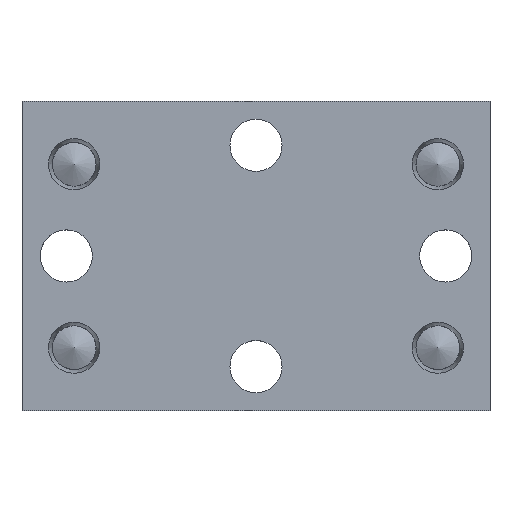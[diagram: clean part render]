
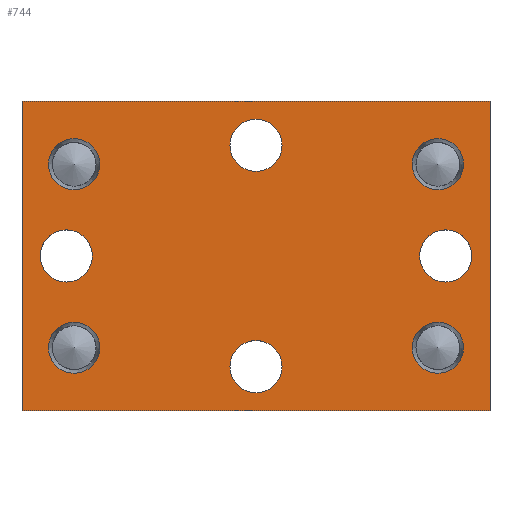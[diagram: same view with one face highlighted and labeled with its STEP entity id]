
A CAD part, top view. The second image highlights one B-rep face of the part: STEP entity #744.
In plain terms, the highlighted planar face has unit normal (0, 0, 1).
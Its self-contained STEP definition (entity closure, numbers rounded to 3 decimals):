
#744=ADVANCED_FACE('',(#1127,#1129,#1131,#1133,#1135,#1137,#1139,#1141,#1143),#1145,
.T.);
#1127=FACE_BOUND('',#1128,.T.);
#1128=EDGE_LOOP('',(#1489,#1490,#1491,#1492));
#1129=FACE_BOUND('',#1130,.T.);
#1130=EDGE_LOOP('',(#1493));
#1131=FACE_BOUND('',#1132,.T.);
#1132=EDGE_LOOP('',(#1494));
#1133=FACE_BOUND('',#1134,.T.);
#1134=EDGE_LOOP('',(#1495));
#1135=FACE_BOUND('',#1136,.T.);
#1136=EDGE_LOOP('',(#1496));
#1137=FACE_BOUND('',#1138,.T.);
#1138=EDGE_LOOP('',(#1497));
#1139=FACE_BOUND('',#1140,.T.);
#1140=EDGE_LOOP('',(#1498));
#1141=FACE_BOUND('',#1142,.T.);
#1142=EDGE_LOOP('',(#1499));
#1143=FACE_BOUND('',#1144,.T.);
#1144=EDGE_LOOP('',(#1500));
#1145=PLANE('',#1146);
#1146=AXIS2_PLACEMENT_3D('',#1147,#1148,#1149);
#1147=CARTESIAN_POINT('',(0.,0.,10.));
#1148=DIRECTION('',(0.,0.,1.));
#1149=DIRECTION('',(1.,0.,0.));
#1489=ORIENTED_EDGE('',*,*,#1619,.T.);
#1490=ORIENTED_EDGE('',*,*,#1620,.T.);
#1491=ORIENTED_EDGE('',*,*,#1621,.T.);
#1492=ORIENTED_EDGE('',*,*,#1622,.T.);
#1493=ORIENTED_EDGE('',*,*,#1623,.T.);
#1494=ORIENTED_EDGE('',*,*,#1624,.T.);
#1495=ORIENTED_EDGE('',*,*,#1625,.T.);
#1496=ORIENTED_EDGE('',*,*,#1626,.T.);
#1497=ORIENTED_EDGE('',*,*,#1627,.T.);
#1498=ORIENTED_EDGE('',*,*,#1628,.T.);
#1499=ORIENTED_EDGE('',*,*,#1629,.T.);
#1500=ORIENTED_EDGE('',*,*,#1630,.T.);
#1619=EDGE_CURVE('',#1696,#1697,#1698,.T.);
#1620=EDGE_CURVE('',#1697,#1699,#1700,.T.);
#1621=EDGE_CURVE('',#1699,#1701,#1702,.T.);
#1622=EDGE_CURVE('',#1701,#1696,#1703,.T.);
#1623=EDGE_CURVE('',#1704,#1704,#1705,.F.);
#1624=EDGE_CURVE('',#1706,#1706,#1707,.F.);
#1625=EDGE_CURVE('',#1708,#1708,#1709,.F.);
#1626=EDGE_CURVE('',#1710,#1710,#1711,.F.);
#1627=EDGE_CURVE('',#1712,#1712,#1713,.F.);
#1628=EDGE_CURVE('',#1714,#1714,#1715,.F.);
#1629=EDGE_CURVE('',#1716,#1716,#1717,.F.);
#1630=EDGE_CURVE('',#1718,#1718,#1719,.F.);
#1696=VERTEX_POINT('',#1848);
#1697=VERTEX_POINT('',#1849);
#1698=LINE('',#1850,#1851);
#1699=VERTEX_POINT('',#1853);
#1700=LINE('',#1854,#1855);
#1701=VERTEX_POINT('',#1857);
#1702=LINE('',#1858,#1859);
#1703=LINE('',#1861,#1862);
#1704=VERTEX_POINT('',#1864);
#1705=CIRCLE('',#1865,8.1);
#1706=VERTEX_POINT('',#1869);
#1707=CIRCLE('',#1870,8.1);
#1708=VERTEX_POINT('',#1874);
#1709=CIRCLE('',#1875,8.25);
#1710=VERTEX_POINT('',#1879);
#1711=CIRCLE('',#1880,8.25);
#1712=VERTEX_POINT('',#1884);
#1713=CIRCLE('',#1885,8.25);
#1714=VERTEX_POINT('',#1889);
#1715=CIRCLE('',#1890,8.25);
#1716=VERTEX_POINT('',#1894);
#1717=CIRCLE('',#1895,8.1);
#1718=VERTEX_POINT('',#1899);
#1719=CIRCLE('',#1900,8.1);
#1848=CARTESIAN_POINT('',(149.,1.,10.));
#1849=CARTESIAN_POINT('',(149.,99.,10.));
#1850=CARTESIAN_POINT('',(149.,1.,10.));
#1851=VECTOR('',#1852,1.);
#1852=DIRECTION('',(0.,1.,0.));
#1853=CARTESIAN_POINT('',(1.,99.,10.));
#1854=CARTESIAN_POINT('',(149.,99.,10.));
#1855=VECTOR('',#1856,1.);
#1856=DIRECTION('',(-1.,0.,0.));
#1857=CARTESIAN_POINT('',(1.,1.,10.));
#1858=CARTESIAN_POINT('',(1.,99.,10.));
#1859=VECTOR('',#1860,1.);
#1860=DIRECTION('',(0.,-1.,0.));
#1861=CARTESIAN_POINT('',(1.,1.,10.));
#1862=VECTOR('',#1863,1.);
#1863=DIRECTION('',(1.,0.,0.));
#1864=CARTESIAN_POINT('',(25.6,21.,10.));
#1865=AXIS2_PLACEMENT_3D('',#1866,#1867,#1868);
#1866=CARTESIAN_POINT('',(17.5,21.,10.));
#1867=DIRECTION('',(0.,0.,1.));
#1868=DIRECTION('',(1.,0.,0.));
#1869=CARTESIAN_POINT('',(140.6,79.,10.));
#1870=AXIS2_PLACEMENT_3D('',#1871,#1872,#1873);
#1871=CARTESIAN_POINT('',(132.5,79.,10.));
#1872=DIRECTION('',(0.,0.,1.));
#1873=DIRECTION('',(1.,0.,0.));
#1874=CARTESIAN_POINT('',(83.25,15.,10.));
#1875=AXIS2_PLACEMENT_3D('',#1876,#1877,#1878);
#1876=CARTESIAN_POINT('',(75.,15.,10.));
#1877=DIRECTION('',(0.,0.,1.));
#1878=DIRECTION('',(1.,0.,0.));
#1879=CARTESIAN_POINT('',(143.25,50.,10.));
#1880=AXIS2_PLACEMENT_3D('',#1881,#1882,#1883);
#1881=CARTESIAN_POINT('',(135.,50.,10.));
#1882=DIRECTION('',(0.,0.,1.));
#1883=DIRECTION('',(1.,0.,0.));
#1884=CARTESIAN_POINT('',(83.25,85.,10.));
#1885=AXIS2_PLACEMENT_3D('',#1886,#1887,#1888);
#1886=CARTESIAN_POINT('',(75.,85.,10.));
#1887=DIRECTION('',(0.,0.,1.));
#1888=DIRECTION('',(1.,0.,0.));
#1889=CARTESIAN_POINT('',(23.25,50.,10.));
#1890=AXIS2_PLACEMENT_3D('',#1891,#1892,#1893);
#1891=CARTESIAN_POINT('',(15.,50.,10.));
#1892=DIRECTION('',(0.,0.,1.));
#1893=DIRECTION('',(1.,0.,0.));
#1894=CARTESIAN_POINT('',(140.6,21.,10.));
#1895=AXIS2_PLACEMENT_3D('',#1896,#1897,#1898);
#1896=CARTESIAN_POINT('',(132.5,21.,10.));
#1897=DIRECTION('',(0.,0.,1.));
#1898=DIRECTION('',(1.,0.,0.));
#1899=CARTESIAN_POINT('',(25.6,79.,10.));
#1900=AXIS2_PLACEMENT_3D('',#1901,#1902,#1903);
#1901=CARTESIAN_POINT('',(17.5,79.,10.));
#1902=DIRECTION('',(0.,0.,1.));
#1903=DIRECTION('',(1.,0.,0.));
